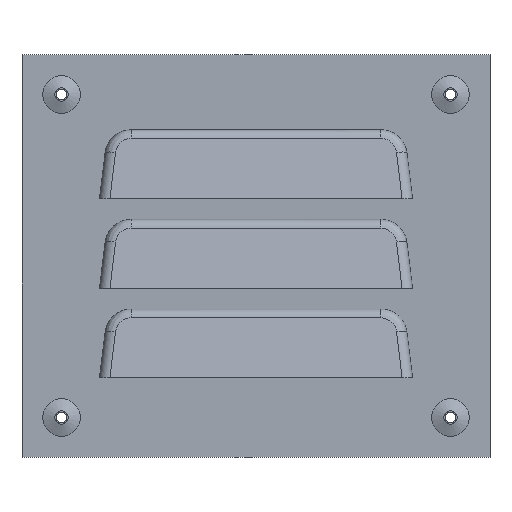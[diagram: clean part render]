
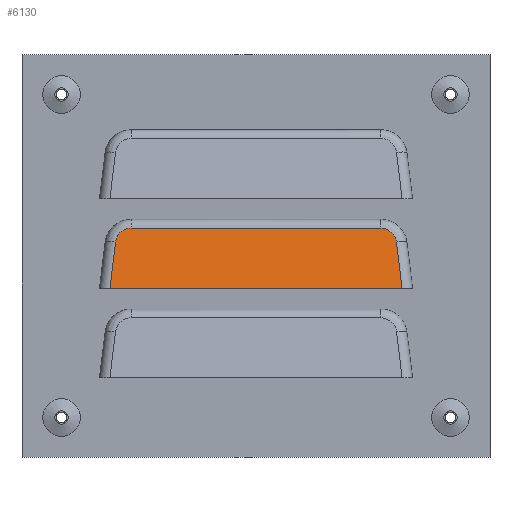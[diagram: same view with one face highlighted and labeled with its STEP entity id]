
A CAD part, top view. The second image highlights one B-rep face of the part: STEP entity #6130.
In plain terms, the highlighted planar face has unit normal (0, 0.17, 0.986).
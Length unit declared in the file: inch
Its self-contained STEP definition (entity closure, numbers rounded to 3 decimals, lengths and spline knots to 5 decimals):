
#1547 = ORIENTED_EDGE ( 'NONE', *, *, #5104, .F. ) ;
#1587 = CARTESIAN_POINT ( 'NONE',  ( 1.33152, 0.13201, 0.2995 ) ) ;
#1799 = PLANE ( 'NONE',  #10833 ) ;
#1975 = EDGE_CURVE ( 'NONE', #16404, #7805, #15612, .T. ) ;
#2147 = ORIENTED_EDGE ( 'NONE', *, *, #1975, .T. ) ;
#2278 = DIRECTION ( 'NONE',  ( 1., 0., 0. ) ) ;
#3201 = CARTESIAN_POINT ( 'NONE',  ( 0., -0.30625, 0.375 ) ) ;
#3420 = CARTESIAN_POINT ( 'NONE',  ( -1.33152, 0.13201, 0.2995 ) ) ;
#3616 = CARTESIAN_POINT ( 'NONE',  ( -1.38533, -0.30625, 0.375 ) ) ;
#4416 = VECTOR ( 'NONE', #2278, 39.37008 ) ;
#4466 = LINE ( 'NONE', #4600, #4889 ) ;
#4568 = ORIENTED_EDGE ( 'NONE', *, *, #7596, .F. ) ;
#4600 = CARTESIAN_POINT ( 'NONE',  ( -1.18264, 0.26373, 0.2768 ) ) ;
#4889 = VECTOR ( 'NONE', #15362, 39.37008 ) ;
#5104 = EDGE_CURVE ( 'NONE', #6647, #14200, #4466, .T. ) ;
#5504 = ORIENTED_EDGE ( 'NONE', *, *, #8629, .F. ) ;
#5559 = CARTESIAN_POINT ( 'NONE',  ( -1.18264, 0.26373, 0.2768 ) ) ;
#5643 = CARTESIAN_POINT ( 'NONE',  ( 1.18264, 0.26373, 0.2768 ) ) ;
#6130 = ADVANCED_FACE ( 'NONE', ( #17047 ), #1799, .T. ) ;
#6227 = EDGE_CURVE ( 'NONE', #12080, #6647, #14161, .T. ) ;
#6647 = VERTEX_POINT ( 'NONE', #5559 ) ;
#7000 = ORIENTED_EDGE ( 'NONE', *, *, #6227, .F. ) ;
#7015 = CARTESIAN_POINT ( 'NONE',  ( 1.26222, 0.26373, 0.2768 ) ) ;
#7180 = DIRECTION ( 'NONE',  ( 1., 0., 0. ) ) ;
#7505 = EDGE_LOOP ( 'NONE', ( #4568, #12185, #1547, #7000, #5504, #2147 ) ) ;
#7537 =( BOUNDED_CURVE ( )  B_SPLINE_CURVE ( 3, ( #5643, #7015, #14921, #1587 ),
 .UNSPECIFIED., .F., .F. ) 
 B_SPLINE_CURVE_WITH_KNOTS ( ( 4, 4 ),
 ( 0., 1.44862 ),
 .UNSPECIFIED. ) 
 CURVE ( )  GEOMETRIC_REPRESENTATION_ITEM ( )  RATIONAL_B_SPLINE_CURVE ( ( 1., 0.833, 0.833, 1. ) ) 
 REPRESENTATION_ITEM ( '' )  );
#7596 = EDGE_CURVE ( 'NONE', #10522, #7805, #14756, .T. ) ;
#7680 = CARTESIAN_POINT ( 'NONE',  ( 1.33152, 0.13201, 0.2995 ) ) ;
#7805 = VERTEX_POINT ( 'NONE', #12058 ) ;
#8353 = LINE ( 'NONE', #15870, #12798 ) ;
#8485 = CARTESIAN_POINT ( 'NONE',  ( 1.18264, 0.26373, 0.2768 ) ) ;
#8629 = EDGE_CURVE ( 'NONE', #16404, #12080, #8353, .T. ) ;
#10522 = VERTEX_POINT ( 'NONE', #16706 ) ;
#10833 = AXIS2_PLACEMENT_3D ( 'NONE', #3201, #12680, #7180 ) ;
#11006 = VECTOR ( 'NONE', #17367, 39.37008 ) ;
#12058 = CARTESIAN_POINT ( 'NONE',  ( 1.38533, -0.30625, 0.375 ) ) ;
#12080 = VERTEX_POINT ( 'NONE', #12173 ) ;
#12173 = CARTESIAN_POINT ( 'NONE',  ( -1.33152, 0.13201, 0.2995 ) ) ;
#12185 = ORIENTED_EDGE ( 'NONE', *, *, #17073, .F. ) ;
#12680 = DIRECTION ( 'NONE',  ( 0., 0.17, 0.985 ) ) ;
#12798 = VECTOR ( 'NONE', #13245, 39.37008 ) ;
#13245 = DIRECTION ( 'NONE',  ( 0.12, 0.978, -0.169 ) ) ;
#13257 = CARTESIAN_POINT ( 'NONE',  ( -1.38533, -0.30625, 0.375 ) ) ;
#14161 =( BOUNDED_CURVE ( )  B_SPLINE_CURVE ( 3, ( #3420, #14250, #15441, #16739 ),
 .UNSPECIFIED., .F., .F. ) 
 B_SPLINE_CURVE_WITH_KNOTS ( ( 4, 4 ),
 ( 4.83456, 6.28319 ),
 .UNSPECIFIED. ) 
 CURVE ( )  GEOMETRIC_REPRESENTATION_ITEM ( )  RATIONAL_B_SPLINE_CURVE ( ( 1., 0.833, 0.833, 1. ) ) 
 REPRESENTATION_ITEM ( '' )  );
#14200 = VERTEX_POINT ( 'NONE', #8485 ) ;
#14250 = CARTESIAN_POINT ( 'NONE',  ( -1.32182, 0.211, 0.28589 ) ) ;
#14756 = LINE ( 'NONE', #7680, #11006 ) ;
#14921 = CARTESIAN_POINT ( 'NONE',  ( 1.32182, 0.211, 0.28589 ) ) ;
#15362 = DIRECTION ( 'NONE',  ( 1., 0., 0. ) ) ;
#15441 = CARTESIAN_POINT ( 'NONE',  ( -1.26222, 0.26373, 0.2768 ) ) ;
#15612 = LINE ( 'NONE', #13257, #4416 ) ;
#15870 = CARTESIAN_POINT ( 'NONE',  ( -1.38533, -0.30625, 0.375 ) ) ;
#16404 = VERTEX_POINT ( 'NONE', #3616 ) ;
#16706 = CARTESIAN_POINT ( 'NONE',  ( 1.33152, 0.13201, 0.2995 ) ) ;
#16739 = CARTESIAN_POINT ( 'NONE',  ( -1.18264, 0.26373, 0.2768 ) ) ;
#17047 = FACE_OUTER_BOUND ( 'NONE', #7505, .T. ) ;
#17073 = EDGE_CURVE ( 'NONE', #14200, #10522, #7537, .T. ) ;
#17367 = DIRECTION ( 'NONE',  ( 0.12, -0.978, 0.169 ) ) ;
